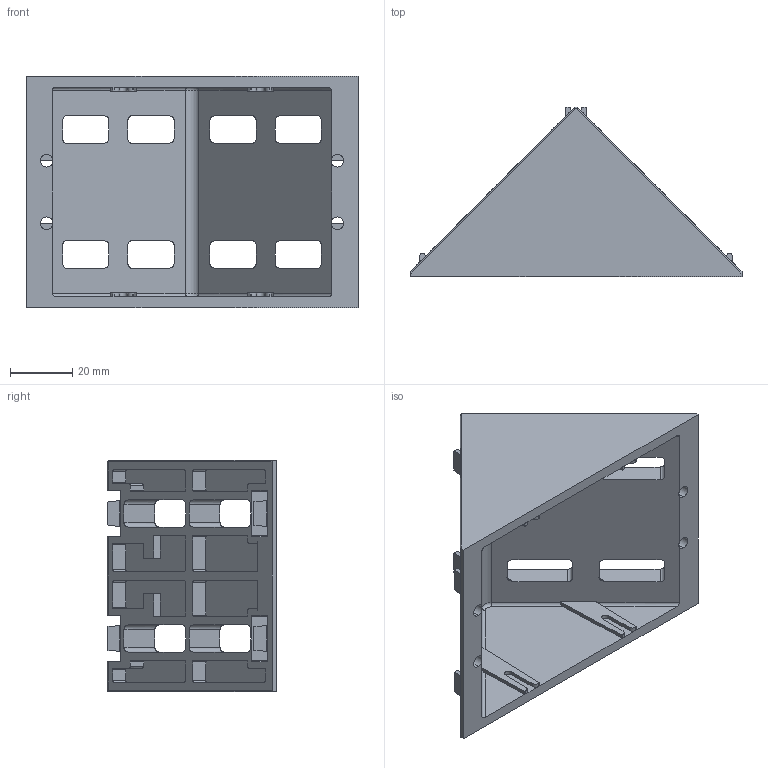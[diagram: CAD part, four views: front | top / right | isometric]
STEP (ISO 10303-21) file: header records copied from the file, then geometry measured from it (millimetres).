
FILE_DESCRIPTION (( 'STEP AP214' ), '1' );
FILE_NAME ('093w803n08r.STEP', '2014-08-20T13:43:24', ( '' ), ( '' ), 'SwSTEP 2.0', 'SolidWorks 2014', '' );
FILE_SCHEMA (( 'AUTOMOTIVE_DESIGN' ));
Length unit declared in the file: millimetre
Products named in the file (1): 093w803n08r
Bounding box: 106.26 x 54.21 x 74 mm (x, y, z)
Volume: 63053.8 mm3; surface area: 36368.8 mm2
Topology: 1 solids, 1 shells, 473 faces, 1310 edges, 860 vertices
Faces by surface type: plane 273, cylinder 196, torus 4
Entity records: 14926 total; most frequent: CARTESIAN_POINT 3472, ORIENTED_EDGE 2620, DIRECTION 2094, EDGE_CURVE 1310, VECTOR 922, LINE 922, VERTEX_POINT 860, AXIS2_PLACEMENT_3D 586
